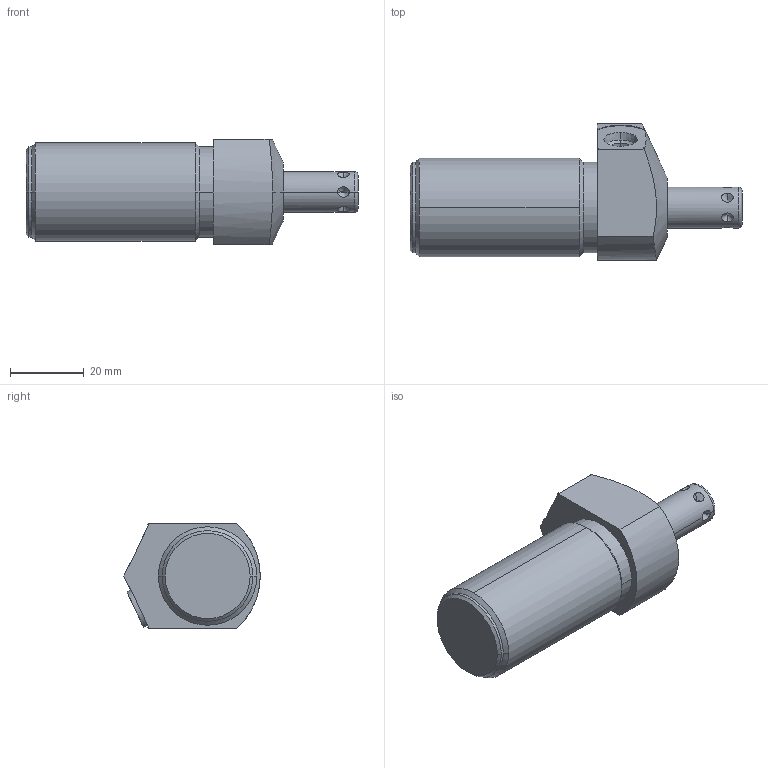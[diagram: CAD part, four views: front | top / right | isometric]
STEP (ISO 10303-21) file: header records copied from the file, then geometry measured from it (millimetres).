
FILE_DESCRIPTION((''),'2;1');
FILE_NAME('ILC14010501R','2013-04-04T',('jdw'),(''),'PRO/ENGINEER BY PARAMETRIC TECHNOLOGY CORPORATION, 2007460','PRO/ENGINEER BY PARAMETRIC TECHNOLOGY CORPORATION, 2007460','');
FILE_SCHEMA(('AUTOMOTIVE_DESIGN_CC2 { 1 2 10303 214 -1 1 5 2 }'));
Length unit declared in the file: inch
Products named in the file (1): ILC14010501R
Bounding box: 90.12 x 37.06 x 28.57 mm (x, y, z)
Volume: 44034.5 mm3; surface area: 9512.3 mm2
Topology: 1 solids, 3 shells, 76 faces, 186 edges, 110 vertices
Faces by surface type: cone 30, cylinder 25, plane 19, torus 2
Entity records: 3189 total; most frequent: CARTESIAN_POINT 658, DIRECTION 367, ORIENTED_EDGE 340, PRESENTATION_STYLE_ASSIGNMENT 187, STYLED_ITEM 174, CURVE_STYLE 172, EDGE_CURVE 172, AXIS2_PLACEMENT_3D 148
